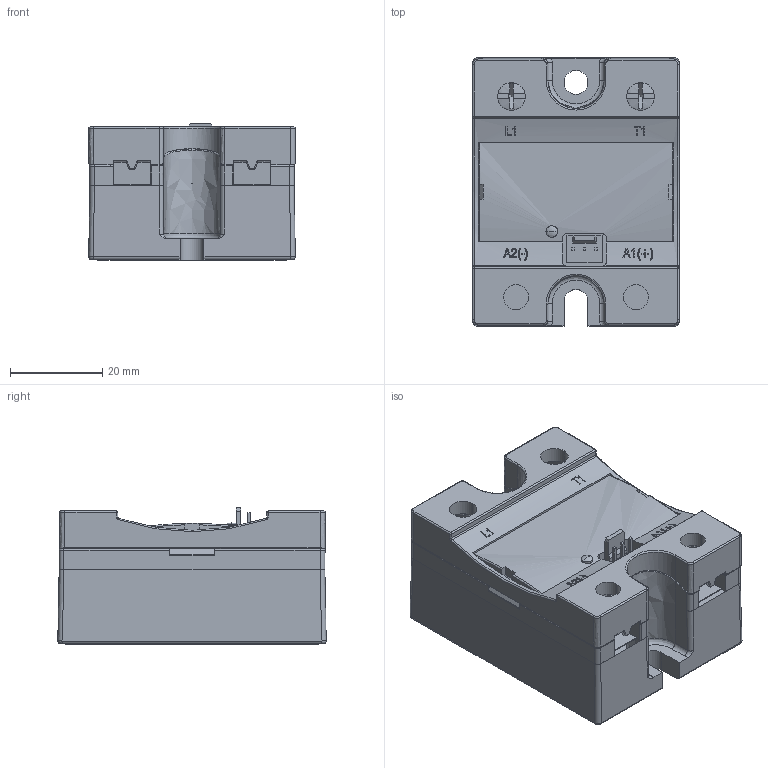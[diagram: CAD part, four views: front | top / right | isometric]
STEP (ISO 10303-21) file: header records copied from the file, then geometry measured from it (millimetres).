
FILE_DESCRIPTION((''),'2;1');
FILE_NAME('CGI1420-00-0.stp','2018-05-25T15:04:21',(''),(''),'Mechanical Desktop 2011','Mechanical Desktop 2011',', , ');
FILE_SCHEMA(('AUTOMOTIVE_DESIGN { 1 2 10303 214 1 1 1 1 }'));
Length unit declared in the file: millimetre
Products named in the file (1): Product
Bounding box: 44.8 x 58.18 x 29.6 mm (x, y, z)
Volume: 59929 mm3; surface area: 15561.9 mm2
Topology: 1 solids, 4 shells, 889 faces, 2489 edges, 1627 vertices
Faces by surface type: plane 440, bspline 307, cylinder 104, torus 17, sphere 15, cone 6
Entity records: 33677 total; most frequent: CARTESIAN_POINT 11256, ORIENTED_EDGE 4970, DIRECTION 4392, EDGE_CURVE 2485, VERTEX_POINT 1627, AXIS2_PLACEMENT_3D 1471, VECTOR 1450, LINE 1450
